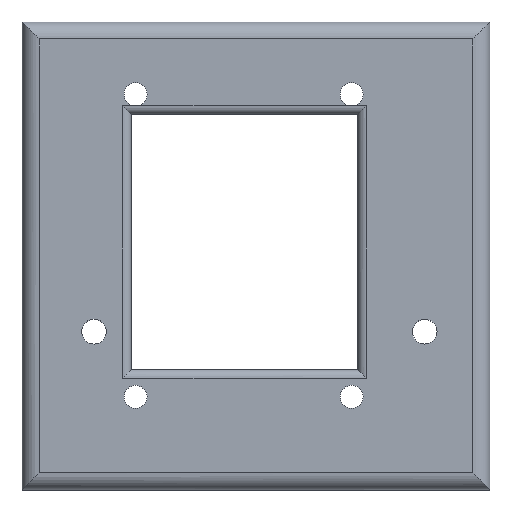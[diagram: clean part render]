
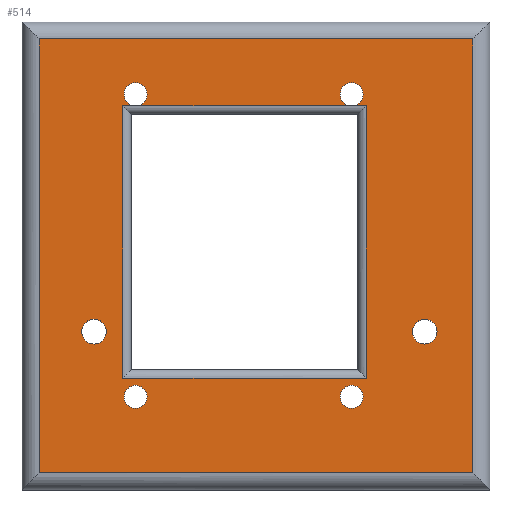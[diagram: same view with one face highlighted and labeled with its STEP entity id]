
A CAD part, top view. The second image highlights one B-rep face of the part: STEP entity #514.
In plain terms, the highlighted planar face has unit normal (0, 0, 1).
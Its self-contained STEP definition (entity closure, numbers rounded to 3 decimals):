
#15=FACE_BOUND('',#91,.T.);
#16=FACE_BOUND('',#92,.T.);
#17=FACE_BOUND('',#93,.T.);
#18=FACE_BOUND('',#94,.T.);
#19=FACE_BOUND('',#95,.T.);
#20=FACE_BOUND('',#96,.T.);
#21=FACE_BOUND('',#97,.T.);
#32=PLANE('',#565);
#61=FACE_OUTER_BOUND('',#90,.T.);
#90=EDGE_LOOP('',(#384,#385,#386,#387));
#91=EDGE_LOOP('',(#388));
#92=EDGE_LOOP('',(#389));
#93=EDGE_LOOP('',(#390,#391,#392,#393));
#94=EDGE_LOOP('',(#394));
#95=EDGE_LOOP('',(#395));
#96=EDGE_LOOP('',(#396));
#97=EDGE_LOOP('',(#397));
#128=LINE('',#764,#178);
#131=LINE('',#775,#181);
#132=LINE('',#778,#182);
#134=LINE('',#783,#184);
#141=LINE('',#798,#191);
#142=LINE('',#800,#192);
#143=LINE('',#802,#193);
#144=LINE('',#803,#194);
#178=VECTOR('',#616,10.);
#181=VECTOR('',#627,10.);
#182=VECTOR('',#630,10.);
#184=VECTOR('',#636,10.);
#191=VECTOR('',#649,10.);
#192=VECTOR('',#650,10.);
#193=VECTOR('',#651,10.);
#194=VECTOR('',#652,10.);
#226=CIRCLE('',#550,1.45);
#228=CIRCLE('',#553,1.45);
#230=CIRCLE('',#566,1.35);
#231=CIRCLE('',#567,1.35);
#232=CIRCLE('',#568,1.35);
#233=CIRCLE('',#569,1.35);
#238=VERTEX_POINT('',#750);
#240=VERTEX_POINT('',#756);
#242=VERTEX_POINT('',#762);
#243=VERTEX_POINT('',#763);
#247=VERTEX_POINT('',#773);
#248=VERTEX_POINT('',#777);
#253=VERTEX_POINT('',#796);
#254=VERTEX_POINT('',#797);
#255=VERTEX_POINT('',#799);
#256=VERTEX_POINT('',#801);
#257=VERTEX_POINT('',#804);
#258=VERTEX_POINT('',#806);
#259=VERTEX_POINT('',#808);
#260=VERTEX_POINT('',#810);
#282=EDGE_CURVE('',#238,#238,#226,.T.);
#285=EDGE_CURVE('',#240,#240,#228,.T.);
#288=EDGE_CURVE('',#242,#243,#128,.T.);
#294=EDGE_CURVE('',#247,#242,#131,.T.);
#295=EDGE_CURVE('',#248,#247,#132,.T.);
#298=EDGE_CURVE('',#243,#248,#134,.T.);
#305=EDGE_CURVE('',#253,#254,#141,.T.);
#306=EDGE_CURVE('',#255,#253,#142,.T.);
#307=EDGE_CURVE('',#256,#255,#143,.T.);
#308=EDGE_CURVE('',#254,#256,#144,.T.);
#309=EDGE_CURVE('',#257,#257,#230,.T.);
#310=EDGE_CURVE('',#258,#258,#231,.T.);
#311=EDGE_CURVE('',#259,#259,#232,.T.);
#312=EDGE_CURVE('',#260,#260,#233,.T.);
#384=ORIENTED_EDGE('',*,*,#288,.F.);
#385=ORIENTED_EDGE('',*,*,#294,.F.);
#386=ORIENTED_EDGE('',*,*,#295,.F.);
#387=ORIENTED_EDGE('',*,*,#298,.F.);
#388=ORIENTED_EDGE('',*,*,#282,.T.);
#389=ORIENTED_EDGE('',*,*,#285,.T.);
#390=ORIENTED_EDGE('',*,*,#305,.F.);
#391=ORIENTED_EDGE('',*,*,#306,.F.);
#392=ORIENTED_EDGE('',*,*,#307,.F.);
#393=ORIENTED_EDGE('',*,*,#308,.F.);
#394=ORIENTED_EDGE('',*,*,#309,.T.);
#395=ORIENTED_EDGE('',*,*,#310,.T.);
#396=ORIENTED_EDGE('',*,*,#311,.T.);
#397=ORIENTED_EDGE('',*,*,#312,.T.);
#514=ADVANCED_FACE('',(#61,#15,#16,#17,#18,#19,#20,#21),#32,.T.);
#550=AXIS2_PLACEMENT_3D('',#751,#602,#603);
#553=AXIS2_PLACEMENT_3D('',#757,#609,#610);
#565=AXIS2_PLACEMENT_3D('',#795,#647,#648);
#566=AXIS2_PLACEMENT_3D('',#805,#653,#654);
#567=AXIS2_PLACEMENT_3D('',#807,#655,#656);
#568=AXIS2_PLACEMENT_3D('',#809,#657,#658);
#569=AXIS2_PLACEMENT_3D('',#811,#659,#660);
#602=DIRECTION('center_axis',(0.,0.,-1.));
#603=DIRECTION('ref_axis',(1.,0.,0.));
#609=DIRECTION('center_axis',(0.,0.,-1.));
#610=DIRECTION('ref_axis',(1.,0.,0.));
#616=DIRECTION('',(-1.,0.,0.));
#627=DIRECTION('',(0.,-1.,0.));
#630=DIRECTION('',(1.,0.,0.));
#636=DIRECTION('',(0.,1.,0.));
#647=DIRECTION('center_axis',(0.,0.,1.));
#648=DIRECTION('ref_axis',(0.,-1.,0.));
#649=DIRECTION('',(0.,1.,0.));
#650=DIRECTION('',(1.,0.,0.));
#651=DIRECTION('',(0.,-1.,0.));
#652=DIRECTION('',(-1.,0.,0.));
#653=DIRECTION('center_axis',(0.,0.,-1.));
#654=DIRECTION('ref_axis',(1.,0.,0.));
#655=DIRECTION('center_axis',(0.,0.,-1.));
#656=DIRECTION('ref_axis',(1.,0.,0.));
#657=DIRECTION('center_axis',(0.,0.,-1.));
#658=DIRECTION('ref_axis',(1.,0.,0.));
#659=DIRECTION('center_axis',(0.,0.,-1.));
#660=DIRECTION('ref_axis',(1.,0.,0.));
#750=CARTESIAN_POINT('',(20.84,98.643,56.947));
#751=CARTESIAN_POINT('Origin',(22.29,98.643,56.947));
#756=CARTESIAN_POINT('',(-18.028,98.643,56.947));
#757=CARTESIAN_POINT('Origin',(-16.578,98.643,56.947));
#762=CARTESIAN_POINT('',(27.96,82.045,56.947));
#763=CARTESIAN_POINT('',(-23.04,82.045,56.947));
#764=CARTESIAN_POINT('',(2.46,82.045,56.947));
#773=CARTESIAN_POINT('',(27.96,133.045,56.947));
#775=CARTESIAN_POINT('',(27.96,107.545,56.947));
#777=CARTESIAN_POINT('',(-23.04,133.045,56.947));
#778=CARTESIAN_POINT('',(2.46,133.045,56.947));
#783=CARTESIAN_POINT('',(-23.04,107.545,56.947));
#795=CARTESIAN_POINT('Origin',(2.46,107.545,56.947));
#796=CARTESIAN_POINT('',(15.444,93.185,56.947));
#797=CARTESIAN_POINT('',(15.444,125.185,56.947));
#798=CARTESIAN_POINT('',(15.444,108.365,56.947));
#799=CARTESIAN_POINT('',(-13.195,93.185,56.947));
#800=CARTESIAN_POINT('',(1.792,93.185,56.947));
#801=CARTESIAN_POINT('',(-13.195,125.185,56.947));
#802=CARTESIAN_POINT('',(-13.195,108.365,56.947));
#803=CARTESIAN_POINT('',(1.792,125.185,56.947));
#804=CARTESIAN_POINT('',(12.353,90.986,56.947));
#805=CARTESIAN_POINT('Origin',(13.703,90.986,56.947));
#806=CARTESIAN_POINT('',(-13.047,90.986,56.947));
#807=CARTESIAN_POINT('Origin',(-11.697,90.986,56.947));
#808=CARTESIAN_POINT('',(12.353,126.546,56.947));
#809=CARTESIAN_POINT('Origin',(13.703,126.546,56.947));
#810=CARTESIAN_POINT('',(-13.047,126.546,56.947));
#811=CARTESIAN_POINT('Origin',(-11.697,126.546,56.947));
